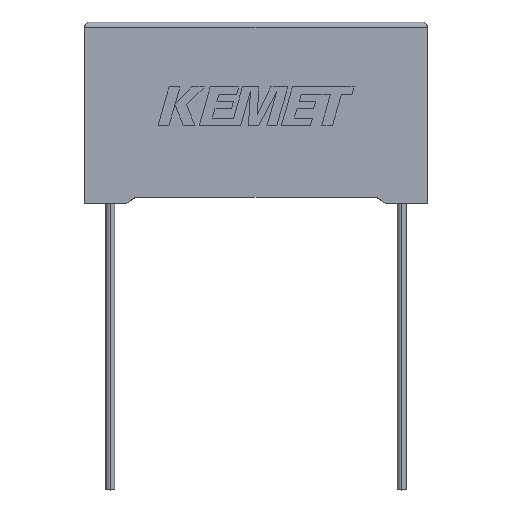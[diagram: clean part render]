
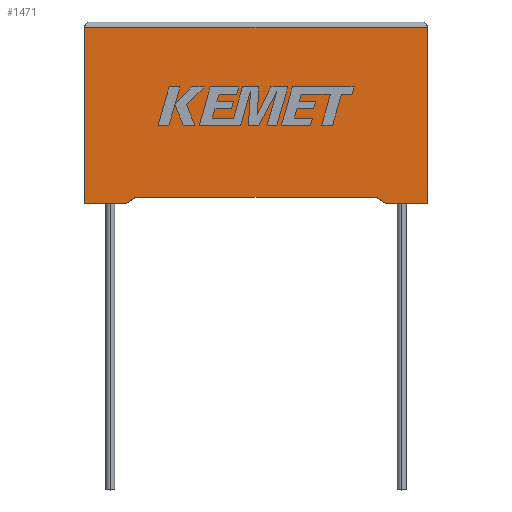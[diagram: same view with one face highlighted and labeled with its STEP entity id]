
A CAD part, top view. The second image highlights one B-rep face of the part: STEP entity #1471.
In plain terms, the highlighted planar face has unit normal (0, 0, 1).
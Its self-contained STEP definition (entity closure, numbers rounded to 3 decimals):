
#166 = ORIENTED_EDGE ( 'NONE', *, *, #272, .T. ) ;
#206 = CARTESIAN_POINT ( 'NONE',  ( 0., 0., 9.2 ) ) ;
#249 = CARTESIAN_POINT ( 'NONE',  ( 32.3, 0., 9.2 ) ) ;
#254 = CARTESIAN_POINT ( 'NONE',  ( 0., 0., 9.2 ) ) ;
#272 = EDGE_CURVE ( 'NONE', #1962, #2088, #1565, .T. ) ;
#415 = EDGE_LOOP ( 'NONE', ( #2650, #2739, #3016, #2465, #1451, #1518, #166, #932 ) ) ;
#420 = CARTESIAN_POINT ( 'NONE',  ( 3.9, 0., 9.2 ) ) ;
#429 = PLANE ( 'NONE',  #1022 ) ;
#464 = DIRECTION ( 'NONE',  ( 1., 0., 0. ) ) ;
#520 = DIRECTION ( 'NONE',  ( 1., 0., 0. ) ) ;
#523 = DIRECTION ( 'NONE',  ( 0., -1., 0. ) ) ;
#548 = EDGE_CURVE ( 'NONE', #2580, #1062, #1597, .T. ) ;
#646 = LINE ( 'NONE', #1809, #1369 ) ;
#674 = CARTESIAN_POINT ( 'NONE',  ( 4.797, 0.59, 9.2 ) ) ;
#746 = CARTESIAN_POINT ( 'NONE',  ( 0., 16.6, 9.2 ) ) ;
#901 = LINE ( 'NONE', #746, #1671 ) ;
#932 = ORIENTED_EDGE ( 'NONE', *, *, #2751, .T. ) ;
#968 = DIRECTION ( 'NONE',  ( -1., 0., 0. ) ) ;
#1022 = AXIS2_PLACEMENT_3D ( 'NONE', #2810, #3029, #2592 ) ;
#1029 = VECTOR ( 'NONE', #464, 1000. ) ;
#1060 = CARTESIAN_POINT ( 'NONE',  ( 32.3, 16.6, 9.2 ) ) ;
#1062 = VERTEX_POINT ( 'NONE', #420 ) ;
#1203 = LINE ( 'NONE', #2158, #2140 ) ;
#1204 = CARTESIAN_POINT ( 'NONE',  ( 0., 0., 9.2 ) ) ;
#1214 = VERTEX_POINT ( 'NONE', #249 ) ;
#1223 = VECTOR ( 'NONE', #523, 1000. ) ;
#1293 = VERTEX_POINT ( 'NONE', #1204 ) ;
#1325 = VECTOR ( 'NONE', #968, 1000. ) ;
#1340 = EDGE_CURVE ( 'NONE', #1214, #1967, #646, .T. ) ;
#1357 = CARTESIAN_POINT ( 'NONE',  ( 3.9, 0., 9.2 ) ) ;
#1364 = FACE_OUTER_BOUND ( 'NONE', #415, .T. ) ;
#1369 = VECTOR ( 'NONE', #2746, 1000. ) ;
#1442 = LINE ( 'NONE', #206, #1029 ) ;
#1451 = ORIENTED_EDGE ( 'NONE', *, *, #548, .F. ) ;
#1459 = LINE ( 'NONE', #254, #1223 ) ;
#1471 = ADVANCED_FACE ( 'NONE', ( #1364 ), #429, .F. ) ;
#1500 = VERTEX_POINT ( 'NONE', #2579 ) ;
#1518 = ORIENTED_EDGE ( 'NONE', *, *, #1745, .F. ) ;
#1565 = LINE ( 'NONE', #2534, #2378 ) ;
#1597 = LINE ( 'NONE', #1357, #1672 ) ;
#1671 = VECTOR ( 'NONE', #1925, 1000. ) ;
#1672 = VECTOR ( 'NONE', #2991, 1000. ) ;
#1745 = EDGE_CURVE ( 'NONE', #1962, #2580, #2315, .T. ) ;
#1787 = EDGE_CURVE ( 'NONE', #1967, #1500, #901, .T. ) ;
#1809 = CARTESIAN_POINT ( 'NONE',  ( 32.3, 0., 9.2 ) ) ;
#1925 = DIRECTION ( 'NONE',  ( -1., 0., 0. ) ) ;
#1962 = VERTEX_POINT ( 'NONE', #2322 ) ;
#1967 = VERTEX_POINT ( 'NONE', #1060 ) ;
#2071 = EDGE_CURVE ( 'NONE', #1293, #1062, #1442, .T. ) ;
#2088 = VERTEX_POINT ( 'NONE', #2355 ) ;
#2140 = VECTOR ( 'NONE', #520, 1000. ) ;
#2158 = CARTESIAN_POINT ( 'NONE',  ( 0., 0., 9.2 ) ) ;
#2283 = DIRECTION ( 'NONE',  ( 0.836, -0.549, 0. ) ) ;
#2315 = LINE ( 'NONE', #2415, #1325 ) ;
#2322 = CARTESIAN_POINT ( 'NONE',  ( 27.503, 0.59, 9.2 ) ) ;
#2349 = EDGE_CURVE ( 'NONE', #1500, #1293, #1459, .T. ) ;
#2355 = CARTESIAN_POINT ( 'NONE',  ( 28.4, 0., 9.2 ) ) ;
#2378 = VECTOR ( 'NONE', #2283, 1000. ) ;
#2415 = CARTESIAN_POINT ( 'NONE',  ( 16.15, 0.59, 9.2 ) ) ;
#2465 = ORIENTED_EDGE ( 'NONE', *, *, #2071, .T. ) ;
#2534 = CARTESIAN_POINT ( 'NONE',  ( 28.4, 0., 9.2 ) ) ;
#2579 = CARTESIAN_POINT ( 'NONE',  ( 0., 16.6, 9.2 ) ) ;
#2580 = VERTEX_POINT ( 'NONE', #674 ) ;
#2592 = DIRECTION ( 'NONE',  ( -1., 0., 0. ) ) ;
#2650 = ORIENTED_EDGE ( 'NONE', *, *, #1340, .T. ) ;
#2739 = ORIENTED_EDGE ( 'NONE', *, *, #1787, .T. ) ;
#2746 = DIRECTION ( 'NONE',  ( 0., 1., 0. ) ) ;
#2751 = EDGE_CURVE ( 'NONE', #2088, #1214, #1203, .T. ) ;
#2810 = CARTESIAN_POINT ( 'NONE',  ( 0., 0., 9.2 ) ) ;
#2991 = DIRECTION ( 'NONE',  ( -0.836, -0.549, 0. ) ) ;
#3016 = ORIENTED_EDGE ( 'NONE', *, *, #2349, .T. ) ;
#3029 = DIRECTION ( 'NONE',  ( 0., 0., -1. ) ) ;
